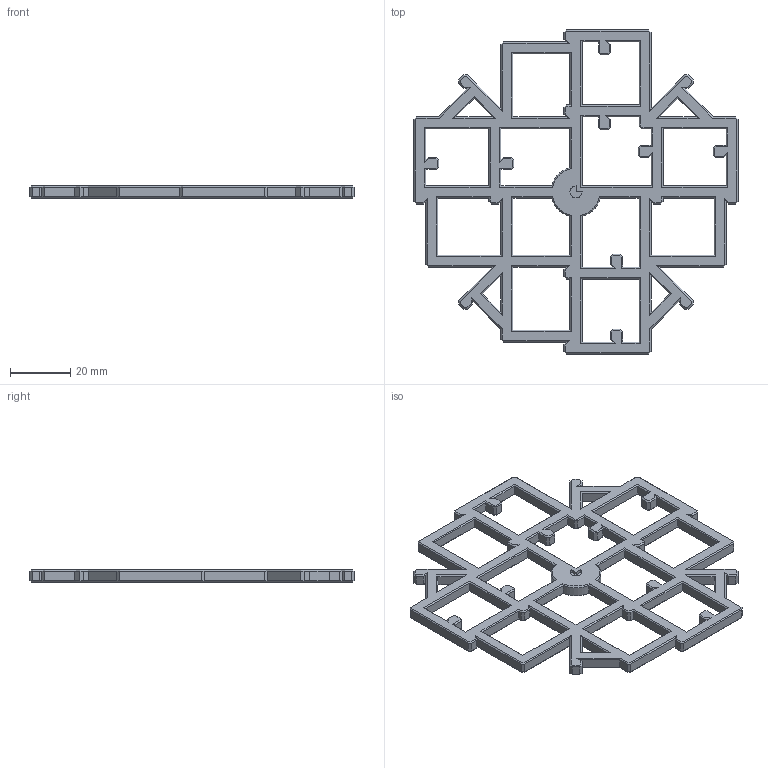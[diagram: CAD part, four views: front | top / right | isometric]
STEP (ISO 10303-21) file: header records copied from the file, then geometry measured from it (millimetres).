
FILE_DESCRIPTION(('Open CASCADE Model'),'2;1');
FILE_NAME('Open CASCADE Shape Model','2024-03-23T13:05:24',('Author'),( 'Open CASCADE'),'Open CASCADE STEP processor 7.7','Open CASCADE 7.7' ,'Unknown');
FILE_SCHEMA(('AUTOMOTIVE_DESIGN { 1 0 10303 214 1 1 1 1 }'));
Length unit declared in the file: millimetre
Products named in the file (1): Open CASCADE STEP translator 7.7 140
Bounding box: 108 x 108 x 4 mm (x, y, z)
Volume: 14532.4 mm3; surface area: 13234.1 mm2
Topology: 1 solids, 1 shells, 612 faces, 1423 edges, 814 vertices
Faces by surface type: plane 602, cone 6, cylinder 4
Entity records: 35006 total; most frequent: CARTESIAN_POINT 5913, DIRECTION 5369, LINE 4084, VECTOR 4084, ORIENTED_EDGE 2846, PCURVE 2846, DEFINITIONAL_REPRESENTATION 2846, EDGE_CURVE 1423
